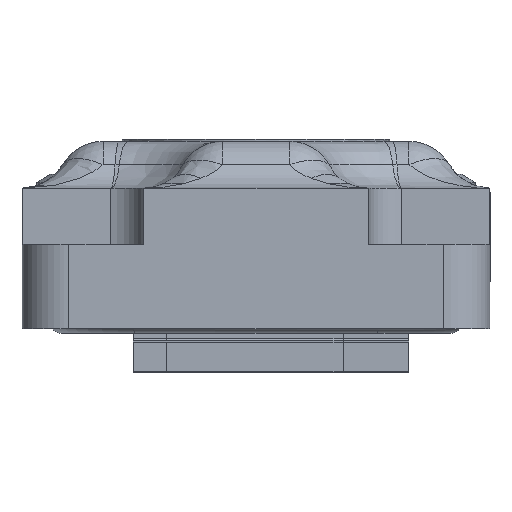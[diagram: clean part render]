
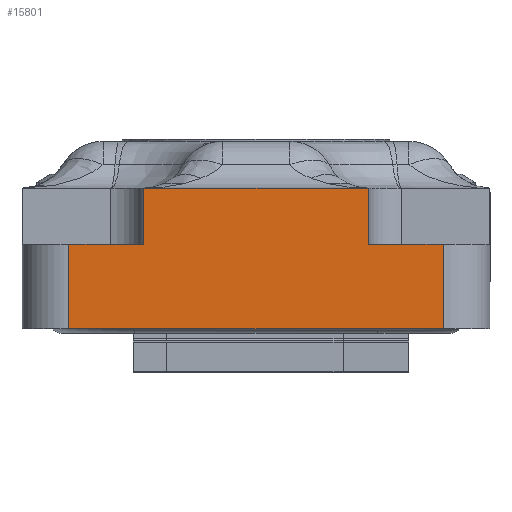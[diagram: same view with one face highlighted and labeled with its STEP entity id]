
A CAD part, left-side view. The second image highlights one B-rep face of the part: STEP entity #15801.
In plain terms, the highlighted planar face has unit normal (-1, 0, 0).
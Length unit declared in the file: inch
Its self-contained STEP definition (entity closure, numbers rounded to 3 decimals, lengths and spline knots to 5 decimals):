
#330 = CARTESIAN_POINT ( 'NONE',  ( -0.08858, -0.98425, 0.11811 ) ) ;
#1397 = CARTESIAN_POINT ( 'NONE',  ( -0.08858, 0.47244, 0.35433 ) ) ;
#1706 = ORIENTED_EDGE ( 'NONE', *, *, #7108, .T. ) ;
#2480 = ORIENTED_EDGE ( 'NONE', *, *, #17761, .T. ) ;
#3182 = DIRECTION ( 'NONE',  ( 0., 1., 0. ) ) ;
#3512 = VERTEX_POINT ( 'NONE', #39471 ) ;
#3526 = ORIENTED_EDGE ( 'NONE', *, *, #4088, .T. ) ;
#3860 = LINE ( 'NONE', #6522, #15745 ) ;
#4088 = EDGE_CURVE ( 'NONE', #7261, #9596, #30580, .T. ) ;
#5150 = FACE_OUTER_BOUND ( 'NONE', #35917, .T. ) ;
#5456 = CARTESIAN_POINT ( 'NONE',  ( -0.08858, -0.78737, 0.11811 ) ) ;
#6522 = CARTESIAN_POINT ( 'NONE',  ( -0.08858, -0.98425, 0.11811 ) ) ;
#6718 = CARTESIAN_POINT ( 'NONE',  ( -0.08858, -0.47244, 0.11811 ) ) ;
#6931 = LINE ( 'NONE', #16860, #27477 ) ;
#7108 = EDGE_CURVE ( 'NONE', #39757, #3512, #11409, .T. ) ;
#7158 = DIRECTION ( 'NONE',  ( 0., 0., -1. ) ) ;
#7261 = VERTEX_POINT ( 'NONE', #8320 ) ;
#7667 = VERTEX_POINT ( 'NONE', #19466 ) ;
#7828 = VECTOR ( 'NONE', #3182, 39.37008 ) ;
#8320 = CARTESIAN_POINT ( 'NONE',  ( -0.08858, 0.78737, 0.11811 ) ) ;
#9305 = ORIENTED_EDGE ( 'NONE', *, *, #21672, .T. ) ;
#9596 = VERTEX_POINT ( 'NONE', #10016 ) ;
#10016 = CARTESIAN_POINT ( 'NONE',  ( -0.08858, 0.78737, -0.23622 ) ) ;
#11409 = LINE ( 'NONE', #24890, #24149 ) ;
#12011 = EDGE_CURVE ( 'NONE', #14301, #7667, #6931, .T. ) ;
#13151 = DIRECTION ( 'NONE',  ( 0., 1., 0. ) ) ;
#13554 = DIRECTION ( 'NONE',  ( 0., 0., 1. ) ) ;
#14301 = VERTEX_POINT ( 'NONE', #6718 ) ;
#14845 = VERTEX_POINT ( 'NONE', #21806 ) ;
#15270 = DIRECTION ( 'NONE',  ( 0., 0., 1. ) ) ;
#15745 = VECTOR ( 'NONE', #13151, 39.37008 ) ;
#15801 = ADVANCED_FACE ( 'NONE', ( #5150 ), #18840, .T. ) ;
#16860 = CARTESIAN_POINT ( 'NONE',  ( -0.08858, -0.47244, -0.23622 ) ) ;
#17586 = CARTESIAN_POINT ( 'NONE',  ( -0.08858, 0.70866, -0.23622 ) ) ;
#17761 = EDGE_CURVE ( 'NONE', #3512, #7261, #36565, .T. ) ;
#18288 = ORIENTED_EDGE ( 'NONE', *, *, #24663, .T. ) ;
#18840 = PLANE ( 'NONE',  #40241 ) ;
#19016 = LINE ( 'NONE', #32500, #36172 ) ;
#19466 = CARTESIAN_POINT ( 'NONE',  ( -0.08858, -0.47244, 0.35433 ) ) ;
#19742 = CARTESIAN_POINT ( 'NONE',  ( -0.08858, -0.98425, 0.35433 ) ) ;
#20379 = LINE ( 'NONE', #19742, #7828 ) ;
#20682 = VECTOR ( 'NONE', #30429, 39.37008 ) ;
#21672 = EDGE_CURVE ( 'NONE', #43135, #14301, #3860, .T. ) ;
#21806 = CARTESIAN_POINT ( 'NONE',  ( -0.08858, -0.78737, -0.23622 ) ) ;
#22157 = DIRECTION ( 'NONE',  ( -1., 0., 0. ) ) ;
#22364 = ORIENTED_EDGE ( 'NONE', *, *, #31751, .T. ) ;
#22723 = VECTOR ( 'NONE', #7158, 39.37008 ) ;
#23616 = VECTOR ( 'NONE', #33694, 39.37008 ) ;
#23793 = LINE ( 'NONE', #17586, #20682 ) ;
#23977 = EDGE_CURVE ( 'NONE', #14845, #43135, #19016, .T. ) ;
#24149 = VECTOR ( 'NONE', #38133, 39.37008 ) ;
#24663 = EDGE_CURVE ( 'NONE', #9596, #14845, #23793, .T. ) ;
#24890 = CARTESIAN_POINT ( 'NONE',  ( -0.08858, 0.47244, -0.23622 ) ) ;
#27258 = CARTESIAN_POINT ( 'NONE',  ( -0.08858, 0.78737, -0.23622 ) ) ;
#27477 = VECTOR ( 'NONE', #13554, 39.37008 ) ;
#30429 = DIRECTION ( 'NONE',  ( 0., -1., 0. ) ) ;
#30580 = LINE ( 'NONE', #27258, #22723 ) ;
#31751 = EDGE_CURVE ( 'NONE', #7667, #39757, #20379, .T. ) ;
#32500 = CARTESIAN_POINT ( 'NONE',  ( -0.08858, -0.78737, -0.05906 ) ) ;
#32756 = DIRECTION ( 'NONE',  ( 0., 0., 1. ) ) ;
#33694 = DIRECTION ( 'NONE',  ( 0., 1., 0. ) ) ;
#35917 = EDGE_LOOP ( 'NONE', ( #18288, #37780, #9305, #42544, #22364, #1706, #2480, #3526 ) ) ;
#36055 = CARTESIAN_POINT ( 'NONE',  ( -0.08858, -0.98425, -0.23622 ) ) ;
#36172 = VECTOR ( 'NONE', #15270, 39.37008 ) ;
#36565 = LINE ( 'NONE', #330, #23616 ) ;
#37780 = ORIENTED_EDGE ( 'NONE', *, *, #23977, .T. ) ;
#38133 = DIRECTION ( 'NONE',  ( 0., 0., -1. ) ) ;
#39471 = CARTESIAN_POINT ( 'NONE',  ( -0.08858, 0.47244, 0.11811 ) ) ;
#39757 = VERTEX_POINT ( 'NONE', #1397 ) ;
#40241 = AXIS2_PLACEMENT_3D ( 'NONE', #36055, #22157, #32756 ) ;
#42544 = ORIENTED_EDGE ( 'NONE', *, *, #12011, .T. ) ;
#43135 = VERTEX_POINT ( 'NONE', #5456 ) ;
